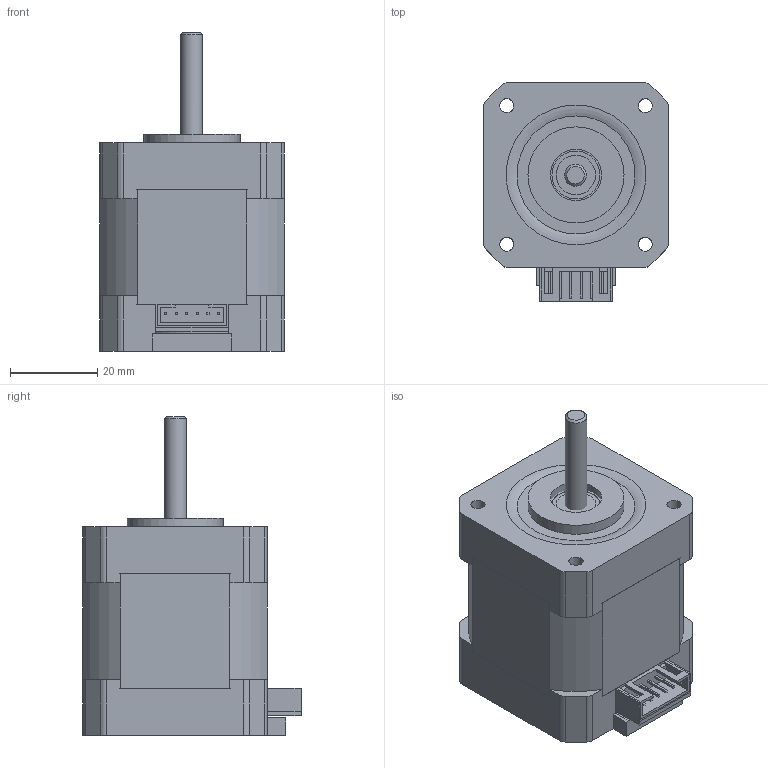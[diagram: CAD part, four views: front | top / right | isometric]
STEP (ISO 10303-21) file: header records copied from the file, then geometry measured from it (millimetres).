
FILE_DESCRIPTION(/* description */ (''),/* implementation_level */ '2;1');
FILE_NAME(/* name */ 'E3D Stepper Motor.step',/* time_stamp */ '2022-03-26T20:07:54-05:00',/* author */ (''),/* organization */ (''),/* preprocessor_version */ 'ST-DEVELOPER v18.1',/* originating_system */ 'Autodesk Translation Framework v10.13.0.1454',/* authorisation */ '');
FILE_SCHEMA (('AUTOMOTIVE_DESIGN { 1 0 10303 214 3 1 1 }'));
Length unit declared in the file: millimetre
Products named in the file (2): E3D Stepper Motor; 5972K634_Ball Bearing (1)
Assembly tree (2 placements, depth 2):
  E3D Stepper Motor
    5972K634_Ball Bearing (1)  x2
Bounding box: 42.25 x 50 x 73 mm (x, y, z)
Volume: 25578.3 mm3; surface area: 31339.7 mm2
Topology: 39 solids, 39 shells, 358 faces, 953 edges, 603 vertices
Faces by surface type: plane 226, cylinder 93, sphere 24, cone 8, torus 5, bspline 2
Full cylindrical faces by diameter (mm): 3.25 x8, 4 x2, 5 x1, 6 x4, 9.033 x8, 9.15 x1, 10.967 x8, 11.75 x2, 16 x4, 21.5 x2, 22 x1
Entity records: 10591 total; most frequent: CARTESIAN_POINT 2111, ORIENTED_EDGE 1718, DIRECTION 1716, EDGE_CURVE 859, LINE 640, VECTOR 640, VERTEX_POINT 553, AXIS2_PLACEMENT_3D 538
